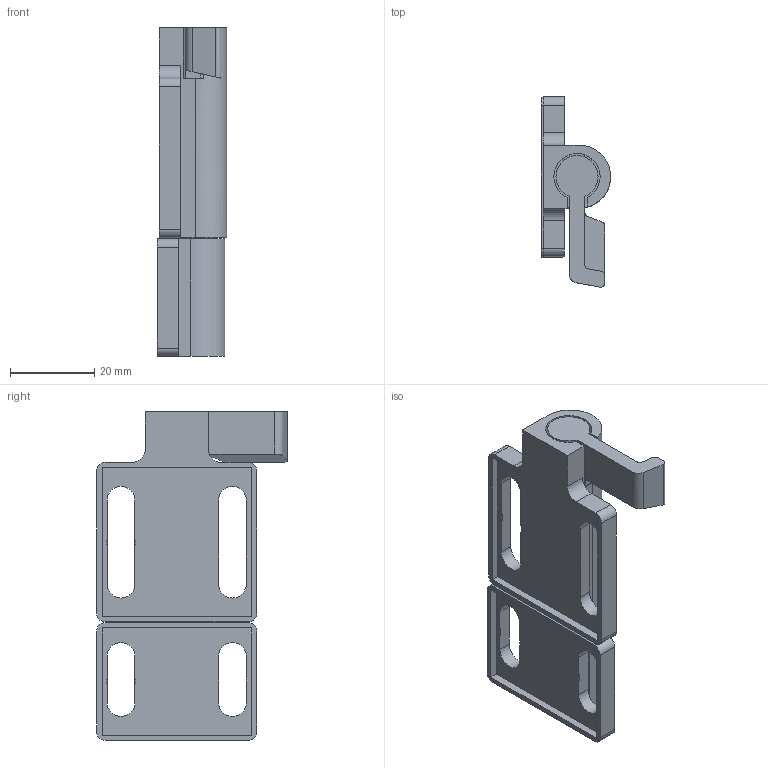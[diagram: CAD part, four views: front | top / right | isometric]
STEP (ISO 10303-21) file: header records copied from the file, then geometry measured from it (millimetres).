
FILE_DESCRIPTION (( 'STEP AP214' ), '1' );
FILE_NAME ('1.65.2538078.STEP', '2024-10-11T19:02:37', ( '' ), ( '' ), 'SwSTEP 2.0', 'SolidWorks 2024', '' );
FILE_SCHEMA (( 'AUTOMOTIVE_DESIGN' ));
Length unit declared in the file: millimetre
Products named in the file (1): 1.65.2538078
Bounding box: 16.48 x 45.26 x 78.23 mm (x, y, z)
Volume: 18768.6 mm3; surface area: 11459.9 mm2
Topology: 2 solids, 2 shells, 118 faces, 325 edges, 216 vertices
Faces by surface type: plane 65, cylinder 51, cone 2
Entity records: 3823 total; most frequent: CARTESIAN_POINT 675, DIRECTION 660, ORIENTED_EDGE 650, EDGE_CURVE 325, AXIS2_PLACEMENT_3D 221, LINE 218, VECTOR 218, VERTEX_POINT 216
